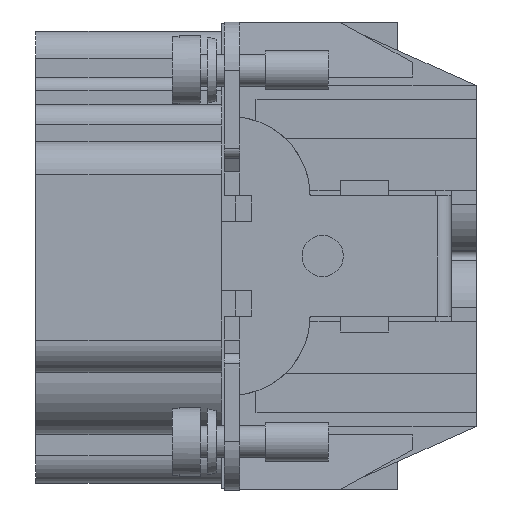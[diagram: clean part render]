
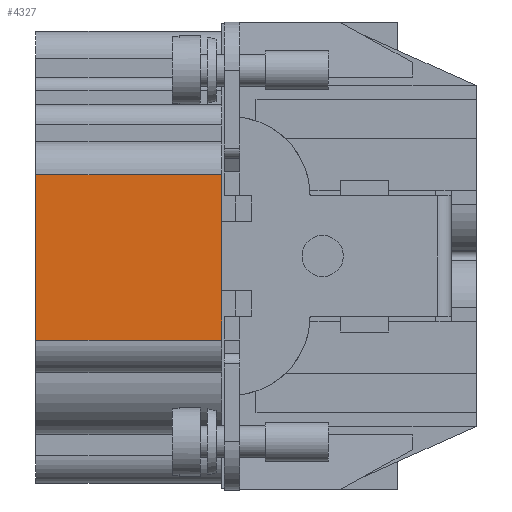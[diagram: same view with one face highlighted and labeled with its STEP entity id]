
A CAD part, left-side view. The second image highlights one B-rep face of the part: STEP entity #4327.
In plain terms, the highlighted planar face has unit normal (-1, 0, 0).
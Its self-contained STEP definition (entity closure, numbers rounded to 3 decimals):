
#514 = EDGE_CURVE ( 'NONE', #31533, #32821, #16449, .T. ) ;
#856 = DIRECTION ( 'NONE',  ( 0., 0., 1. ) ) ;
#1570 = CARTESIAN_POINT ( 'NONE',  ( -41.348, 18.1, 5.917 ) ) ;
#1744 = CARTESIAN_POINT ( 'NONE',  ( -41.348, 31.6, 5.917 ) ) ;
#4059 = FACE_OUTER_BOUND ( 'NONE', #19164, .T. ) ;
#4327 = ADVANCED_FACE ( 'NONE', ( #4059 ), #38674, .F. ) ;
#4453 = ORIENTED_EDGE ( 'NONE', *, *, #514, .T. ) ;
#5464 = VECTOR ( 'NONE', #49776, 1000. ) ;
#5712 = DIRECTION ( 'NONE',  ( 0., 0., 1. ) ) ;
#5856 = DIRECTION ( 'NONE',  ( 0., 0., -1. ) ) ;
#8556 = CARTESIAN_POINT ( 'NONE',  ( -41.348, 31.6, -6.107 ) ) ;
#10958 = AXIS2_PLACEMENT_3D ( 'NONE', #1744, #30573, #5856 ) ;
#11204 = DIRECTION ( 'NONE',  ( 0., -1., 0. ) ) ;
#15680 = VECTOR ( 'NONE', #856, 1000. ) ;
#16449 = LINE ( 'NONE', #45175, #5464 ) ;
#19164 = EDGE_LOOP ( 'NONE', ( #45507, #45389, #48988, #4453 ) ) ;
#20405 = EDGE_CURVE ( 'NONE', #46329, #37567, #35204, .T. ) ;
#23519 = CARTESIAN_POINT ( 'NONE',  ( -41.348, 31.6, 5.917 ) ) ;
#25279 = EDGE_CURVE ( 'NONE', #32821, #37567, #42392, .T. ) ;
#26626 = LINE ( 'NONE', #33874, #15680 ) ;
#29465 = EDGE_CURVE ( 'NONE', #31533, #46329, #26626, .T. ) ;
#30159 = VECTOR ( 'NONE', #5712, 1000. ) ;
#30573 = DIRECTION ( 'NONE',  ( 1., 0., 0. ) ) ;
#31533 = VERTEX_POINT ( 'NONE', #8556 ) ;
#32821 = VERTEX_POINT ( 'NONE', #38155 ) ;
#33874 = CARTESIAN_POINT ( 'NONE',  ( -41.348, 31.6, 5.917 ) ) ;
#33886 = VECTOR ( 'NONE', #11204, 1000. ) ;
#34502 = CARTESIAN_POINT ( 'NONE',  ( -41.348, 18.1, 5.917 ) ) ;
#35204 = LINE ( 'NONE', #23519, #33886 ) ;
#37567 = VERTEX_POINT ( 'NONE', #34502 ) ;
#38155 = CARTESIAN_POINT ( 'NONE',  ( -41.348, 18.1, -6.107 ) ) ;
#38674 = PLANE ( 'NONE',  #10958 ) ;
#42392 = LINE ( 'NONE', #1570, #30159 ) ;
#45175 = CARTESIAN_POINT ( 'NONE',  ( -41.348, 31.6, -6.107 ) ) ;
#45389 = ORIENTED_EDGE ( 'NONE', *, *, #20405, .F. ) ;
#45507 = ORIENTED_EDGE ( 'NONE', *, *, #25279, .T. ) ;
#46329 = VERTEX_POINT ( 'NONE', #46361 ) ;
#46361 = CARTESIAN_POINT ( 'NONE',  ( -41.348, 31.6, 5.917 ) ) ;
#48988 = ORIENTED_EDGE ( 'NONE', *, *, #29465, .F. ) ;
#49776 = DIRECTION ( 'NONE',  ( 0., -1., 0. ) ) ;
